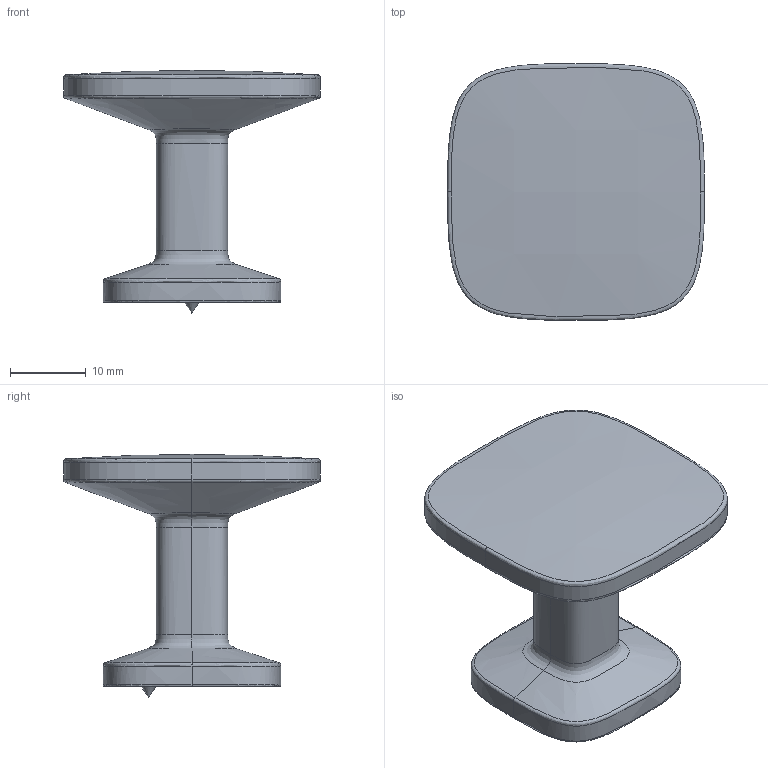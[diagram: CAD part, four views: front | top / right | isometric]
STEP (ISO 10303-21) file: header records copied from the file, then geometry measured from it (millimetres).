
FILE_DESCRIPTION(/* description */ (''),/* implementation_level */ '2;1');
FILE_NAME(/* name */ '0616_034_00.stp',/* time_stamp */ '2023-01-03T09:24:35+01:00',/* author */ ('jferrer'),/* organization */ (''),/* preprocessor_version */ 'ST-DEVELOPER v18.1',/* originating_system */ 'Autodesk Inventor 2022',/* authorisation */ '');
FILE_SCHEMA (('CONFIG_CONTROL_DESIGN'));
Length unit declared in the file: millimetre
Products named in the file (1): 0608_034_00
Bounding box: 33.8 x 33.79 x 32 mm (x, y, z)
Volume: 9002.4 mm3; surface area: 4268.4 mm2
Topology: 1 solids, 1 shells, 98 faces, 231 edges, 147 vertices
Faces by surface type: plane 56, bspline 23, cylinder 16, cone 3
Full cylindrical faces by diameter (mm): 1.548 x1, 1.8 x1, 3.242 x1
Entity records: 9640 total; most frequent: CARTESIAN_POINT 7454, ORIENTED_EDGE 458, DIRECTION 379, EDGE_CURVE 229, LINE 159, VECTOR 159, VERTEX_POINT 147, EDGE_LOOP 112
